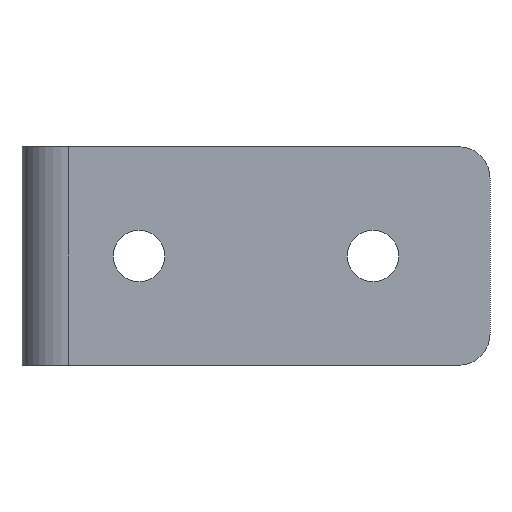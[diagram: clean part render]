
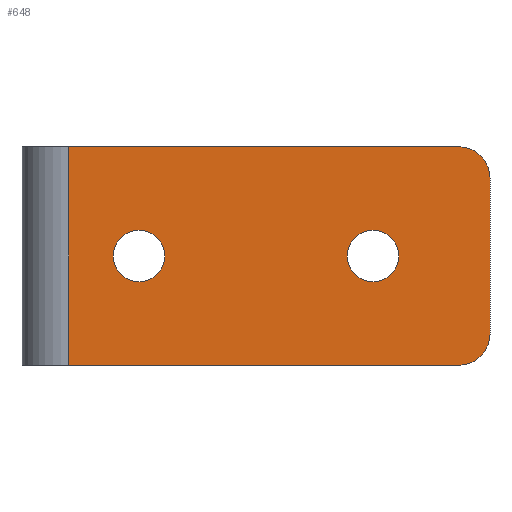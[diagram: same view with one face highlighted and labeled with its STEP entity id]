
A CAD part, front view. The second image highlights one B-rep face of the part: STEP entity #648.
In plain terms, the highlighted planar face has unit normal (0, -1, 0).
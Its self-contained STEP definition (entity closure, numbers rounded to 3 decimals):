
#18 = VECTOR ( 'NONE', #631, 1000. ) ;
#25 = EDGE_LOOP ( 'NONE', ( #930, #379 ) ) ;
#27 = FACE_BOUND ( 'NONE', #533, .T. ) ;
#39 = VERTEX_POINT ( 'NONE', #868 ) ;
#45 = DIRECTION ( 'NONE',  ( 0., 0., -1. ) ) ;
#57 = ORIENTED_EDGE ( 'NONE', *, *, #369, .F. ) ;
#58 = LINE ( 'NONE', #496, #800 ) ;
#82 = VERTEX_POINT ( 'NONE', #719 ) ;
#88 = EDGE_CURVE ( 'NONE', #679, #750, #58, .T. ) ;
#96 = VECTOR ( 'NONE', #143, 1000. ) ;
#101 = AXIS2_PLACEMENT_3D ( 'NONE', #357, #663, #655 ) ;
#110 = PLANE ( 'NONE',  #148 ) ;
#138 = DIRECTION ( 'NONE',  ( 0., 0., -1. ) ) ;
#143 = DIRECTION ( 'NONE',  ( 1., 0., 0. ) ) ;
#145 = CARTESIAN_POINT ( 'NONE',  ( 56., 0., 10. ) ) ;
#148 = AXIS2_PLACEMENT_3D ( 'NONE', #416, #264, #494 ) ;
#174 = EDGE_CURVE ( 'NONE', #529, #689, #401, .T. ) ;
#183 = DIRECTION ( 'NONE',  ( 0., 0., -1. ) ) ;
#191 = AXIS2_PLACEMENT_3D ( 'NONE', #692, #397, #543 ) ;
#193 = AXIS2_PLACEMENT_3D ( 'NONE', #145, #449, #371 ) ;
#197 = CARTESIAN_POINT ( 'NONE',  ( 18.3, 0., 0. ) ) ;
#202 = FACE_OUTER_BOUND ( 'NONE', #408, .T. ) ;
#211 = AXIS2_PLACEMENT_3D ( 'NONE', #714, #342, #138 ) ;
#261 = VERTEX_POINT ( 'NONE', #623 ) ;
#264 = DIRECTION ( 'NONE',  ( 0., -1., 0. ) ) ;
#287 = LINE ( 'NONE', #293, #96 ) ;
#293 = CARTESIAN_POINT ( 'NONE',  ( 60., 0., -14. ) ) ;
#299 = CIRCLE ( 'NONE', #546, 3.3 ) ;
#302 = ORIENTED_EDGE ( 'NONE', *, *, #944, .F. ) ;
#318 = ORIENTED_EDGE ( 'NONE', *, *, #763, .T. ) ;
#342 = DIRECTION ( 'NONE',  ( 0., -1., 0. ) ) ;
#357 = CARTESIAN_POINT ( 'NONE',  ( 15., 0., 0. ) ) ;
#369 = EDGE_CURVE ( 'NONE', #850, #657, #604, .T. ) ;
#371 = DIRECTION ( 'NONE',  ( 1., 0., 0. ) ) ;
#373 = DIRECTION ( 'NONE',  ( 1., 0., 0. ) ) ;
#379 = ORIENTED_EDGE ( 'NONE', *, *, #822, .F. ) ;
#390 = CIRCLE ( 'NONE', #101, 3.3 ) ;
#393 = CARTESIAN_POINT ( 'NONE',  ( 45., 0., 0. ) ) ;
#397 = DIRECTION ( 'NONE',  ( 0., -1., 0. ) ) ;
#401 = CIRCLE ( 'NONE', #590, 4. ) ;
#404 = DIRECTION ( 'NONE',  ( 0., 0., 1. ) ) ;
#408 = EDGE_LOOP ( 'NONE', ( #318, #878, #755, #961, #302, #673 ) ) ;
#416 = CARTESIAN_POINT ( 'NONE',  ( 60., 0., -14. ) ) ;
#420 = FACE_BOUND ( 'NONE', #25, .T. ) ;
#449 = DIRECTION ( 'NONE',  ( 0., -1., 0. ) ) ;
#473 = EDGE_CURVE ( 'NONE', #261, #39, #544, .T. ) ;
#482 = LINE ( 'NONE', #783, #844 ) ;
#494 = DIRECTION ( 'NONE',  ( 1., 0., 0. ) ) ;
#496 = CARTESIAN_POINT ( 'NONE',  ( 6., 0., -14. ) ) ;
#501 = LINE ( 'NONE', #943, #18 ) ;
#516 = DIRECTION ( 'NONE',  ( 0., -1., 0. ) ) ;
#529 = VERTEX_POINT ( 'NONE', #873 ) ;
#533 = EDGE_LOOP ( 'NONE', ( #57, #835 ) ) ;
#543 = DIRECTION ( 'NONE',  ( 0., 0., -1. ) ) ;
#544 = CIRCLE ( 'NONE', #211, 3.3 ) ;
#546 = AXIS2_PLACEMENT_3D ( 'NONE', #393, #848, #183 ) ;
#569 = EDGE_CURVE ( 'NONE', #796, #82, #782, .T. ) ;
#590 = AXIS2_PLACEMENT_3D ( 'NONE', #722, #516, #373 ) ;
#604 = CIRCLE ( 'NONE', #191, 3.3 ) ;
#623 = CARTESIAN_POINT ( 'NONE',  ( 48.3, 0., 0. ) ) ;
#631 = DIRECTION ( 'NONE',  ( 1., 0., 0. ) ) ;
#648 = ADVANCED_FACE ( 'NONE', ( #420, #27, #202 ), #110, .T. ) ;
#655 = DIRECTION ( 'NONE',  ( 0., 0., -1. ) ) ;
#657 = VERTEX_POINT ( 'NONE', #790 ) ;
#663 = DIRECTION ( 'NONE',  ( 0., -1., 0. ) ) ;
#665 = EDGE_CURVE ( 'NONE', #689, #796, #482, .T. ) ;
#673 = ORIENTED_EDGE ( 'NONE', *, *, #88, .T. ) ;
#679 = VERTEX_POINT ( 'NONE', #939 ) ;
#689 = VERTEX_POINT ( 'NONE', #959 ) ;
#692 = CARTESIAN_POINT ( 'NONE',  ( 15., 0., 0. ) ) ;
#714 = CARTESIAN_POINT ( 'NONE',  ( 45., 0., 0. ) ) ;
#719 = CARTESIAN_POINT ( 'NONE',  ( 56., 0., 14. ) ) ;
#722 = CARTESIAN_POINT ( 'NONE',  ( 56., 0., -10. ) ) ;
#740 = CARTESIAN_POINT ( 'NONE',  ( 60., 0., 10. ) ) ;
#750 = VERTEX_POINT ( 'NONE', #803 ) ;
#755 = ORIENTED_EDGE ( 'NONE', *, *, #665, .T. ) ;
#763 = EDGE_CURVE ( 'NONE', #750, #529, #287, .T. ) ;
#778 = EDGE_CURVE ( 'NONE', #657, #850, #390, .T. ) ;
#782 = CIRCLE ( 'NONE', #193, 4. ) ;
#783 = CARTESIAN_POINT ( 'NONE',  ( 60., 0., -14. ) ) ;
#790 = CARTESIAN_POINT ( 'NONE',  ( 11.7, 0., 0. ) ) ;
#796 = VERTEX_POINT ( 'NONE', #740 ) ;
#800 = VECTOR ( 'NONE', #45, 1000. ) ;
#803 = CARTESIAN_POINT ( 'NONE',  ( 6., 0., -14. ) ) ;
#822 = EDGE_CURVE ( 'NONE', #39, #261, #299, .T. ) ;
#835 = ORIENTED_EDGE ( 'NONE', *, *, #778, .F. ) ;
#844 = VECTOR ( 'NONE', #404, 1000. ) ;
#848 = DIRECTION ( 'NONE',  ( 0., -1., 0. ) ) ;
#850 = VERTEX_POINT ( 'NONE', #197 ) ;
#868 = CARTESIAN_POINT ( 'NONE',  ( 41.7, 0., 0. ) ) ;
#873 = CARTESIAN_POINT ( 'NONE',  ( 56., 0., -14. ) ) ;
#878 = ORIENTED_EDGE ( 'NONE', *, *, #174, .T. ) ;
#930 = ORIENTED_EDGE ( 'NONE', *, *, #473, .F. ) ;
#939 = CARTESIAN_POINT ( 'NONE',  ( 6., 0., 14. ) ) ;
#943 = CARTESIAN_POINT ( 'NONE',  ( 60., 0., 14. ) ) ;
#944 = EDGE_CURVE ( 'NONE', #679, #82, #501, .T. ) ;
#959 = CARTESIAN_POINT ( 'NONE',  ( 60., 0., -10. ) ) ;
#961 = ORIENTED_EDGE ( 'NONE', *, *, #569, .T. ) ;
